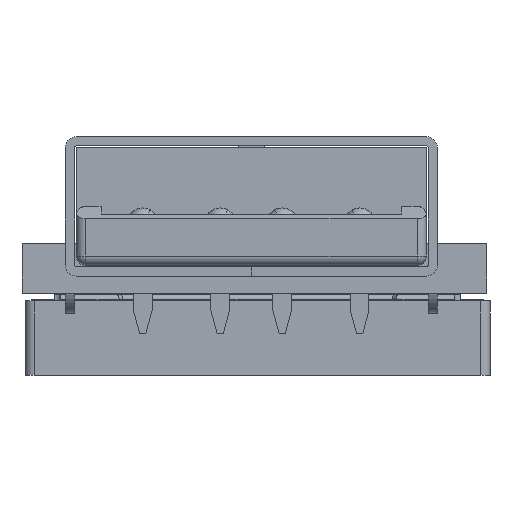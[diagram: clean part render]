
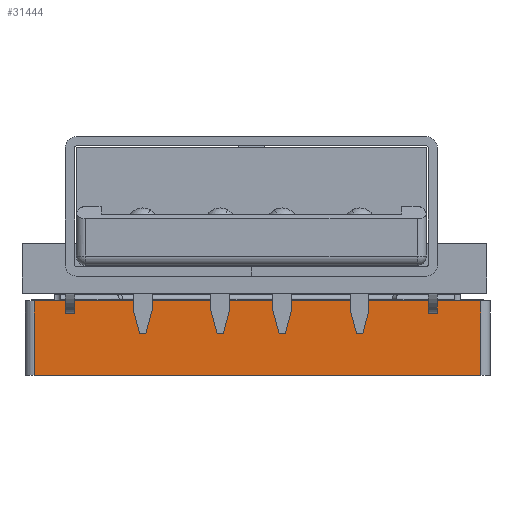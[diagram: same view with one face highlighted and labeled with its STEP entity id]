
A CAD part, front view. The second image highlights one B-rep face of the part: STEP entity #31444.
In plain terms, the highlighted face is planar.
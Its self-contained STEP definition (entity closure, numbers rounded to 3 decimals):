
#29515 = PLANE('',#29516);
#29516 = AXIS2_PLACEMENT_3D('',#29517,#29518,#29519);
#29517 = CARTESIAN_POINT('',(7.2,-2.4,-3.7));
#29518 = DIRECTION('',(0.,-1.,0.));
#29519 = DIRECTION('',(0.,0.,-1.));
#29803 = VERTEX_POINT('',#29804);
#29804 = CARTESIAN_POINT('',(7.2,-2.4,4.));
#29823 = CYLINDRICAL_SURFACE('',#29824,0.3);
#29824 = AXIS2_PLACEMENT_3D('',#29825,#29826,#29827);
#29825 = CARTESIAN_POINT('',(7.2,-2.4,3.7));
#29826 = DIRECTION('',(0.,1.,0.));
#29827 = DIRECTION('',(0.,0.,1.));
#29835 = EDGE_CURVE('',#29836,#29803,#29838,.T.);
#29836 = VERTEX_POINT('',#29837);
#29837 = CARTESIAN_POINT('',(-7.2,-2.4,4.));
#29838 = SURFACE_CURVE('',#29839,(#29843,#29850),.PCURVE_S1.);
#29839 = LINE('',#29840,#29841);
#29840 = CARTESIAN_POINT('',(-7.2,-2.4,4.));
#29841 = VECTOR('',#29842,1.);
#29842 = DIRECTION('',(1.,0.,0.));
#29843 = PCURVE('',#29515,#29844);
#29844 = DEFINITIONAL_REPRESENTATION('',(#29845),#29849);
#29845 = LINE('',#29846,#29847);
#29846 = CARTESIAN_POINT('',(-7.7,-14.4));
#29847 = VECTOR('',#29848,1.);
#29848 = DIRECTION('',(0.,1.));
#29849 = ( GEOMETRIC_REPRESENTATION_CONTEXT(2) 
PARAMETRIC_REPRESENTATION_CONTEXT() REPRESENTATION_CONTEXT('2D SPACE',''
  ) );
#29850 = PCURVE('',#29851,#29856);
#29851 = PLANE('',#29852);
#29852 = AXIS2_PLACEMENT_3D('',#29853,#29854,#29855);
#29853 = CARTESIAN_POINT('',(-7.2,-2.4,4.));
#29854 = DIRECTION('',(0.,0.,1.));
#29855 = DIRECTION('',(1.,0.,0.));
#29856 = DEFINITIONAL_REPRESENTATION('',(#29857),#29861);
#29857 = LINE('',#29858,#29859);
#29858 = CARTESIAN_POINT('',(0.,0.));
#29859 = VECTOR('',#29860,1.);
#29860 = DIRECTION('',(1.,0.));
#29861 = ( GEOMETRIC_REPRESENTATION_CONTEXT(2) 
PARAMETRIC_REPRESENTATION_CONTEXT() REPRESENTATION_CONTEXT('2D SPACE',''
  ) );
#29884 = CYLINDRICAL_SURFACE('',#29885,0.3);
#29885 = AXIS2_PLACEMENT_3D('',#29886,#29887,#29888);
#29886 = CARTESIAN_POINT('',(-7.2,-2.4,3.7));
#29887 = DIRECTION('',(0.,1.,0.));
#29888 = DIRECTION('',(0.,0.,1.));
#31283 = PLANE('',#31284);
#31284 = AXIS2_PLACEMENT_3D('',#31285,#31286,#31287);
#31285 = CARTESIAN_POINT('',(7.2,0.,-3.7));
#31286 = DIRECTION('',(0.,-1.,0.));
#31287 = DIRECTION('',(0.,0.,-1.));
#31395 = VERTEX_POINT('',#31396);
#31396 = CARTESIAN_POINT('',(7.2,0.,4.));
#31422 = EDGE_CURVE('',#29803,#31395,#31423,.T.);
#31423 = SURFACE_CURVE('',#31424,(#31428,#31435),.PCURVE_S1.);
#31424 = LINE('',#31425,#31426);
#31425 = CARTESIAN_POINT('',(7.2,-2.4,4.));
#31426 = VECTOR('',#31427,1.);
#31427 = DIRECTION('',(0.,1.,0.));
#31428 = PCURVE('',#29823,#31429);
#31429 = DEFINITIONAL_REPRESENTATION('',(#31430),#31434);
#31430 = LINE('',#31431,#31432);
#31431 = CARTESIAN_POINT('',(0.,0.));
#31432 = VECTOR('',#31433,1.);
#31433 = DIRECTION('',(0.,1.));
#31434 = ( GEOMETRIC_REPRESENTATION_CONTEXT(2) 
PARAMETRIC_REPRESENTATION_CONTEXT() REPRESENTATION_CONTEXT('2D SPACE',''
  ) );
#31435 = PCURVE('',#29851,#31436);
#31436 = DEFINITIONAL_REPRESENTATION('',(#31437),#31441);
#31437 = LINE('',#31438,#31439);
#31438 = CARTESIAN_POINT('',(14.4,0.));
#31439 = VECTOR('',#31440,1.);
#31440 = DIRECTION('',(0.,1.));
#31441 = ( GEOMETRIC_REPRESENTATION_CONTEXT(2) 
PARAMETRIC_REPRESENTATION_CONTEXT() REPRESENTATION_CONTEXT('2D SPACE',''
  ) );
#31444 = ADVANCED_FACE('',(#31445),#29851,.T.);
#31445 = FACE_BOUND('',#31446,.T.);
#31446 = EDGE_LOOP('',(#31447,#31470,#31491,#31492));
#31447 = ORIENTED_EDGE('',*,*,#31448,.F.);
#31448 = EDGE_CURVE('',#31449,#31395,#31451,.T.);
#31449 = VERTEX_POINT('',#31450);
#31450 = CARTESIAN_POINT('',(-7.2,0.,4.));
#31451 = SURFACE_CURVE('',#31452,(#31456,#31463),.PCURVE_S1.);
#31452 = LINE('',#31453,#31454);
#31453 = CARTESIAN_POINT('',(-7.2,0.,4.));
#31454 = VECTOR('',#31455,1.);
#31455 = DIRECTION('',(1.,0.,0.));
#31456 = PCURVE('',#29851,#31457);
#31457 = DEFINITIONAL_REPRESENTATION('',(#31458),#31462);
#31458 = LINE('',#31459,#31460);
#31459 = CARTESIAN_POINT('',(0.,2.4));
#31460 = VECTOR('',#31461,1.);
#31461 = DIRECTION('',(1.,0.));
#31462 = ( GEOMETRIC_REPRESENTATION_CONTEXT(2) 
PARAMETRIC_REPRESENTATION_CONTEXT() REPRESENTATION_CONTEXT('2D SPACE',''
  ) );
#31463 = PCURVE('',#31283,#31464);
#31464 = DEFINITIONAL_REPRESENTATION('',(#31465),#31469);
#31465 = LINE('',#31466,#31467);
#31466 = CARTESIAN_POINT('',(-7.7,-14.4));
#31467 = VECTOR('',#31468,1.);
#31468 = DIRECTION('',(0.,1.));
#31469 = ( GEOMETRIC_REPRESENTATION_CONTEXT(2) 
PARAMETRIC_REPRESENTATION_CONTEXT() REPRESENTATION_CONTEXT('2D SPACE',''
  ) );
#31470 = ORIENTED_EDGE('',*,*,#31471,.F.);
#31471 = EDGE_CURVE('',#29836,#31449,#31472,.T.);
#31472 = SURFACE_CURVE('',#31473,(#31477,#31484),.PCURVE_S1.);
#31473 = LINE('',#31474,#31475);
#31474 = CARTESIAN_POINT('',(-7.2,-2.4,4.));
#31475 = VECTOR('',#31476,1.);
#31476 = DIRECTION('',(0.,1.,0.));
#31477 = PCURVE('',#29851,#31478);
#31478 = DEFINITIONAL_REPRESENTATION('',(#31479),#31483);
#31479 = LINE('',#31480,#31481);
#31480 = CARTESIAN_POINT('',(0.,0.));
#31481 = VECTOR('',#31482,1.);
#31482 = DIRECTION('',(0.,1.));
#31483 = ( GEOMETRIC_REPRESENTATION_CONTEXT(2) 
PARAMETRIC_REPRESENTATION_CONTEXT() REPRESENTATION_CONTEXT('2D SPACE',''
  ) );
#31484 = PCURVE('',#29884,#31485);
#31485 = DEFINITIONAL_REPRESENTATION('',(#31486),#31490);
#31486 = LINE('',#31487,#31488);
#31487 = CARTESIAN_POINT('',(6.283,0.));
#31488 = VECTOR('',#31489,1.);
#31489 = DIRECTION('',(0.,1.));
#31490 = ( GEOMETRIC_REPRESENTATION_CONTEXT(2) 
PARAMETRIC_REPRESENTATION_CONTEXT() REPRESENTATION_CONTEXT('2D SPACE',''
  ) );
#31491 = ORIENTED_EDGE('',*,*,#29835,.T.);
#31492 = ORIENTED_EDGE('',*,*,#31422,.T.);
